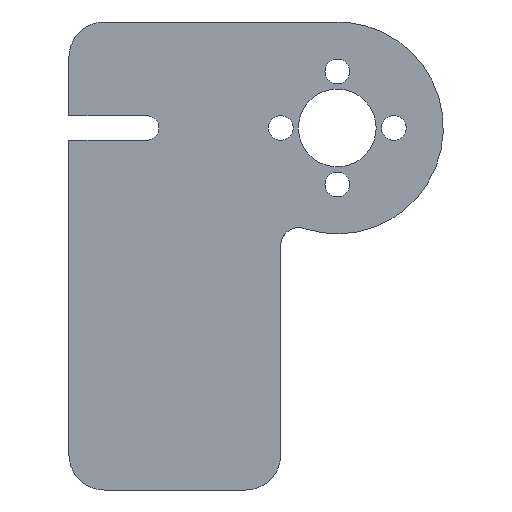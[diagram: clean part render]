
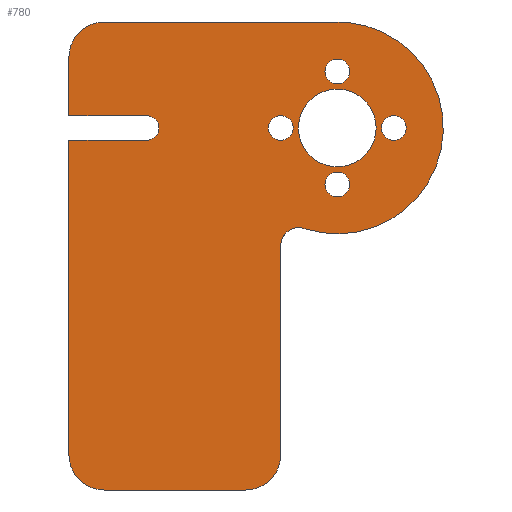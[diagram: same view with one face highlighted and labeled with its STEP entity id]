
A CAD part, front view. The second image highlights one B-rep face of the part: STEP entity #780.
In plain terms, the highlighted planar face has unit normal (0, -1, 0).
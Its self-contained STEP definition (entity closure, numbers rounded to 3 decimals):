
#41=FACE_BOUND('',#154,.T.);
#42=FACE_BOUND('',#155,.T.);
#43=FACE_BOUND('',#156,.T.);
#44=FACE_BOUND('',#157,.T.);
#45=FACE_BOUND('',#158,.T.);
#63=CIRCLE('',#835,1.75);
#64=CIRCLE('',#836,5.);
#65=CIRCLE('',#837,5.);
#66=CIRCLE('',#838,2.5);
#67=CIRCLE('',#839,15.);
#68=CIRCLE('',#840,5.);
#69=CIRCLE('',#841,5.5);
#70=CIRCLE('',#842,1.75);
#71=CIRCLE('',#843,1.75);
#72=CIRCLE('',#844,1.75);
#73=CIRCLE('',#845,1.75);
#113=FACE_OUTER_BOUND('',#153,.T.);
#153=EDGE_LOOP('',(#547,#548,#549,#550,#551,#552,#553,#554,#555,#556,#557,
#558,#559));
#154=EDGE_LOOP('',(#560));
#155=EDGE_LOOP('',(#561));
#156=EDGE_LOOP('',(#562));
#157=EDGE_LOOP('',(#563));
#158=EDGE_LOOP('',(#564));
#211=LINE('',#1165,#276);
#215=LINE('',#1174,#280);
#221=LINE('',#1185,#286);
#222=LINE('',#1188,#287);
#225=LINE('',#1197,#290);
#226=LINE('',#1201,#291);
#227=LINE('',#1207,#292);
#276=VECTOR('',#922,10.);
#280=VECTOR('',#928,10.);
#286=VECTOR('',#936,10.);
#287=VECTOR('',#939,10.);
#290=VECTOR('',#948,10.);
#291=VECTOR('',#951,10.);
#292=VECTOR('',#956,10.);
#341=VERTEX_POINT('',#1163);
#342=VERTEX_POINT('',#1164);
#345=VERTEX_POINT('',#1172);
#346=VERTEX_POINT('',#1173);
#350=VERTEX_POINT('',#1183);
#351=VERTEX_POINT('',#1187);
#353=VERTEX_POINT('',#1194);
#354=VERTEX_POINT('',#1196);
#355=VERTEX_POINT('',#1198);
#356=VERTEX_POINT('',#1200);
#357=VERTEX_POINT('',#1202);
#358=VERTEX_POINT('',#1204);
#359=VERTEX_POINT('',#1206);
#360=VERTEX_POINT('',#1209);
#361=VERTEX_POINT('',#1211);
#362=VERTEX_POINT('',#1213);
#363=VERTEX_POINT('',#1215);
#364=VERTEX_POINT('',#1217);
#417=EDGE_CURVE('',#341,#342,#211,.T.);
#421=EDGE_CURVE('',#345,#346,#215,.T.);
#427=EDGE_CURVE('',#346,#350,#221,.T.);
#428=EDGE_CURVE('',#351,#341,#222,.T.);
#431=EDGE_CURVE('',#342,#345,#63,.T.);
#432=EDGE_CURVE('',#353,#350,#64,.T.);
#433=EDGE_CURVE('',#353,#354,#225,.T.);
#434=EDGE_CURVE('',#355,#354,#65,.T.);
#435=EDGE_CURVE('',#355,#356,#226,.T.);
#436=EDGE_CURVE('',#357,#356,#66,.F.);
#437=EDGE_CURVE('',#357,#358,#67,.T.);
#438=EDGE_CURVE('',#358,#359,#227,.T.);
#439=EDGE_CURVE('',#351,#359,#68,.T.);
#440=EDGE_CURVE('',#360,#360,#69,.F.);
#441=EDGE_CURVE('',#361,#361,#70,.F.);
#442=EDGE_CURVE('',#362,#362,#71,.F.);
#443=EDGE_CURVE('',#363,#363,#72,.F.);
#444=EDGE_CURVE('',#364,#364,#73,.F.);
#547=ORIENTED_EDGE('',*,*,#417,.T.);
#548=ORIENTED_EDGE('',*,*,#431,.T.);
#549=ORIENTED_EDGE('',*,*,#421,.T.);
#550=ORIENTED_EDGE('',*,*,#427,.T.);
#551=ORIENTED_EDGE('',*,*,#432,.F.);
#552=ORIENTED_EDGE('',*,*,#433,.T.);
#553=ORIENTED_EDGE('',*,*,#434,.F.);
#554=ORIENTED_EDGE('',*,*,#435,.T.);
#555=ORIENTED_EDGE('',*,*,#436,.F.);
#556=ORIENTED_EDGE('',*,*,#437,.T.);
#557=ORIENTED_EDGE('',*,*,#438,.T.);
#558=ORIENTED_EDGE('',*,*,#439,.F.);
#559=ORIENTED_EDGE('',*,*,#428,.T.);
#560=ORIENTED_EDGE('',*,*,#440,.F.);
#561=ORIENTED_EDGE('',*,*,#441,.T.);
#562=ORIENTED_EDGE('',*,*,#442,.T.);
#563=ORIENTED_EDGE('',*,*,#443,.T.);
#564=ORIENTED_EDGE('',*,*,#444,.T.);
#763=PLANE('',#834);
#780=ADVANCED_FACE('',(#113,#41,#42,#43,#44,#45),#763,.T.);
#834=AXIS2_PLACEMENT_3D('',#1192,#942,#943);
#835=AXIS2_PLACEMENT_3D('',#1193,#944,#945);
#836=AXIS2_PLACEMENT_3D('',#1195,#946,#947);
#837=AXIS2_PLACEMENT_3D('',#1199,#949,#950);
#838=AXIS2_PLACEMENT_3D('',#1203,#952,#953);
#839=AXIS2_PLACEMENT_3D('',#1205,#954,#955);
#840=AXIS2_PLACEMENT_3D('',#1208,#957,#958);
#841=AXIS2_PLACEMENT_3D('',#1210,#959,#960);
#842=AXIS2_PLACEMENT_3D('',#1212,#961,#962);
#843=AXIS2_PLACEMENT_3D('',#1214,#963,#964);
#844=AXIS2_PLACEMENT_3D('',#1216,#965,#966);
#845=AXIS2_PLACEMENT_3D('',#1218,#967,#968);
#922=DIRECTION('',(1.,0.,-0.001));
#928=DIRECTION('',(-1.,0.,0.001));
#936=DIRECTION('',(0.,0.,-1.));
#939=DIRECTION('',(0.,0.,-1.));
#942=DIRECTION('center_axis',(0.,-1.,0.));
#943=DIRECTION('ref_axis',(0.,0.,-1.));
#944=DIRECTION('center_axis',(0.,1.,0.));
#945=DIRECTION('ref_axis',(-1.,0.,0.));
#946=DIRECTION('center_axis',(0.,1.,0.));
#947=DIRECTION('ref_axis',(-0.707,0.,-0.707));
#948=DIRECTION('',(1.,0.,0.));
#949=DIRECTION('center_axis',(0.,1.,0.));
#950=DIRECTION('ref_axis',(0.707,0.,-0.707));
#951=DIRECTION('',(0.,0.,1.));
#952=DIRECTION('center_axis',(0.,1.,0.));
#953=DIRECTION('ref_axis',(-0.586,0.,0.811));
#954=DIRECTION('center_axis',(0.,-1.,0.));
#955=DIRECTION('ref_axis',(1.,0.,0.));
#956=DIRECTION('',(-1.,0.,0.001));
#957=DIRECTION('center_axis',(0.,1.,0.));
#958=DIRECTION('ref_axis',(-0.707,0.,0.707));
#959=DIRECTION('center_axis',(0.,1.,0.));
#960=DIRECTION('ref_axis',(1.,0.,0.));
#961=DIRECTION('center_axis',(0.,-1.,0.));
#962=DIRECTION('ref_axis',(-1.,0.,0.));
#963=DIRECTION('center_axis',(0.,-1.,0.));
#964=DIRECTION('ref_axis',(-1.,0.,0.));
#965=DIRECTION('center_axis',(0.,-1.,0.));
#966=DIRECTION('ref_axis',(-1.,0.,0.));
#967=DIRECTION('center_axis',(0.,-1.,0.));
#968=DIRECTION('ref_axis',(-1.,0.,0.));
#1163=CARTESIAN_POINT('',(102.,-22.,31.759));
#1164=CARTESIAN_POINT('',(113.001,-22.,31.75));
#1165=CARTESIAN_POINT('',(115.013,-22.,31.748));
#1172=CARTESIAN_POINT('',(112.999,-22.,28.25));
#1173=CARTESIAN_POINT('',(102.,-22.,28.259));
#1174=CARTESIAN_POINT('',(109.511,-22.,28.253));
#1183=CARTESIAN_POINT('',(102.,-22.,-16.246));
#1185=CARTESIAN_POINT('',(102.,-22.,16.45));
#1187=CARTESIAN_POINT('',(102.,-22.,39.996));
#1188=CARTESIAN_POINT('',(102.,-22.,16.45));
#1192=CARTESIAN_POINT('Origin',(117.,-22.,0.));
#1193=CARTESIAN_POINT('Origin',(113.,-22.,30.));
#1194=CARTESIAN_POINT('',(107.,-22.,-21.246));
#1195=CARTESIAN_POINT('Origin',(107.,-22.,-16.246));
#1196=CARTESIAN_POINT('',(127.,-22.,-21.246));
#1197=CARTESIAN_POINT('',(124.5,-22.,-21.246));
#1198=CARTESIAN_POINT('',(132.,-22.,-16.246));
#1199=CARTESIAN_POINT('Origin',(127.,-22.,-16.246));
#1200=CARTESIAN_POINT('',(132.,-22.,13.387));
#1201=CARTESIAN_POINT('',(132.,-22.,-16.45));
#1202=CARTESIAN_POINT('',(135.286,-22.,15.76));
#1203=CARTESIAN_POINT('Origin',(134.5,-22.,13.387));
#1204=CARTESIAN_POINT('',(139.059,-22.,44.97));
#1205=CARTESIAN_POINT('Origin',(140.,-22.,30.));
#1206=CARTESIAN_POINT('',(107.004,-22.,44.996));
#1207=CARTESIAN_POINT('',(109.518,-22.,44.994));
#1208=CARTESIAN_POINT('Origin',(107.,-22.,39.996));
#1209=CARTESIAN_POINT('',(134.5,-22.,30.));
#1210=CARTESIAN_POINT('Origin',(140.,-22.,30.));
#1211=CARTESIAN_POINT('',(133.75,-22.,30.));
#1212=CARTESIAN_POINT('Origin',(132.,-22.,30.));
#1213=CARTESIAN_POINT('',(149.75,-22.,30.));
#1214=CARTESIAN_POINT('Origin',(148.,-22.,30.));
#1215=CARTESIAN_POINT('',(141.75,-22.,38.));
#1216=CARTESIAN_POINT('Origin',(140.,-22.,38.));
#1217=CARTESIAN_POINT('',(141.75,-22.,22.));
#1218=CARTESIAN_POINT('Origin',(140.,-22.,22.));
